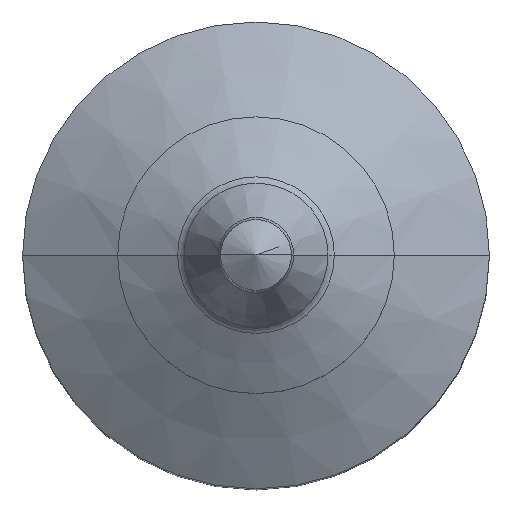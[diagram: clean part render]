
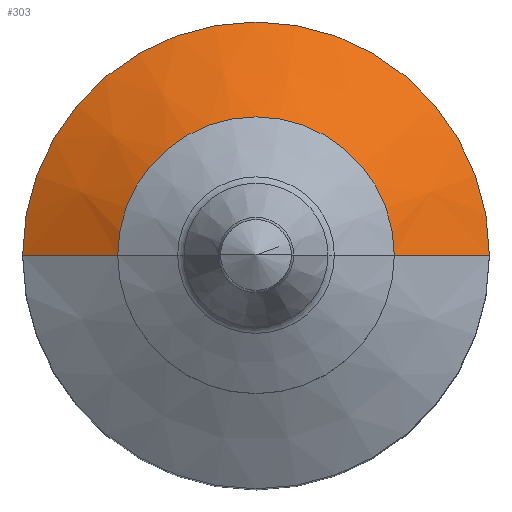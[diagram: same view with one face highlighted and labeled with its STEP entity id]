
A CAD part, top view. The second image highlights one B-rep face of the part: STEP entity #303.
In plain terms, the highlighted conical face has half-angle 60 degrees and reference radius 8 mm.
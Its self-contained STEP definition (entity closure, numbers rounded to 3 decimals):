
#156 = EDGE_CURVE ( 'NONE', #189, #212, #742, .T. ) ;
#157 = ORIENTED_EDGE ( 'NONE', *, *, #162, .T. ) ;
#162 = EDGE_CURVE ( 'NONE', #211, #208, #731, .T. ) ;
#169 = ORIENTED_EDGE ( 'NONE', *, *, #156, .F. ) ;
#189 = VERTEX_POINT ( 'NONE', #813 ) ;
#208 = VERTEX_POINT ( 'NONE', #837 ) ;
#210 = ORIENTED_EDGE ( 'NONE', *, *, #213, .T. ) ;
#211 = VERTEX_POINT ( 'NONE', #706 ) ;
#212 = VERTEX_POINT ( 'NONE', #702 ) ;
#213 = EDGE_CURVE ( 'NONE', #189, #211, #841, .T. ) ;
#280 = EDGE_CURVE ( 'NONE', #212, #208, #972, .T. ) ;
#300 = EDGE_LOOP ( 'NONE', ( #210, #157, #301, #169 ) ) ;
#301 = ORIENTED_EDGE ( 'NONE', *, *, #280, .F. ) ;
#303 = ADVANCED_FACE ( 'NONE', ( #953 ), #1062, .T. ) ;
#702 = CARTESIAN_POINT ( 'NONE',  ( -13.5, 0., 86.805 ) ) ;
#706 = CARTESIAN_POINT ( 'NONE',  ( 8., 0., 89.981 ) ) ;
#728 = DIRECTION ( 'NONE',  ( 0.866, 0., -0.5 ) ) ;
#729 = VECTOR ( 'NONE', #728, 1000. ) ;
#731 = LINE ( 'NONE', #735, #729 ) ;
#735 = CARTESIAN_POINT ( 'NONE',  ( 8., 0., 89.981 ) ) ;
#739 = DIRECTION ( 'NONE',  ( -0.866, 0., -0.5 ) ) ;
#740 = VECTOR ( 'NONE', #739, 1000. ) ;
#741 = CARTESIAN_POINT ( 'NONE',  ( -8., 0., 89.981 ) ) ;
#742 = LINE ( 'NONE', #741, #740 ) ;
#813 = CARTESIAN_POINT ( 'NONE',  ( -8., 0., 89.981 ) ) ;
#837 = CARTESIAN_POINT ( 'NONE',  ( 13.5, 0., 86.805 ) ) ;
#841 = CIRCLE ( 'NONE', #851, 8. ) ;
#848 = DIRECTION ( 'NONE',  ( -1., 0., 0. ) ) ;
#849 = DIRECTION ( 'NONE',  ( 0., 0., -1. ) ) ;
#850 = CARTESIAN_POINT ( 'NONE',  ( 0., 0., 89.981 ) ) ;
#851 = AXIS2_PLACEMENT_3D ( 'NONE', #850, #849, #848 ) ;
#944 = AXIS2_PLACEMENT_3D ( 'NONE', #958, #957, #956 ) ;
#953 = FACE_OUTER_BOUND ( 'NONE', #300, .T. ) ;
#954 = CARTESIAN_POINT ( 'NONE',  ( 0., 0., 89.981 ) ) ;
#956 = DIRECTION ( 'NONE',  ( -1., 0., 0. ) ) ;
#957 = DIRECTION ( 'NONE',  ( 0., 0., -1. ) ) ;
#958 = CARTESIAN_POINT ( 'NONE',  ( 0., 0., 86.805 ) ) ;
#972 = CIRCLE ( 'NONE', #944, 13.5 ) ;
#974 = AXIS2_PLACEMENT_3D ( 'NONE', #954, #1005, #1004 ) ;
#1004 = DIRECTION ( 'NONE',  ( -1., 0., 0. ) ) ;
#1005 = DIRECTION ( 'NONE',  ( 0., 0., -1. ) ) ;
#1062 = CONICAL_SURFACE ( 'NONE', #974, 8., 1.047 ) ;
